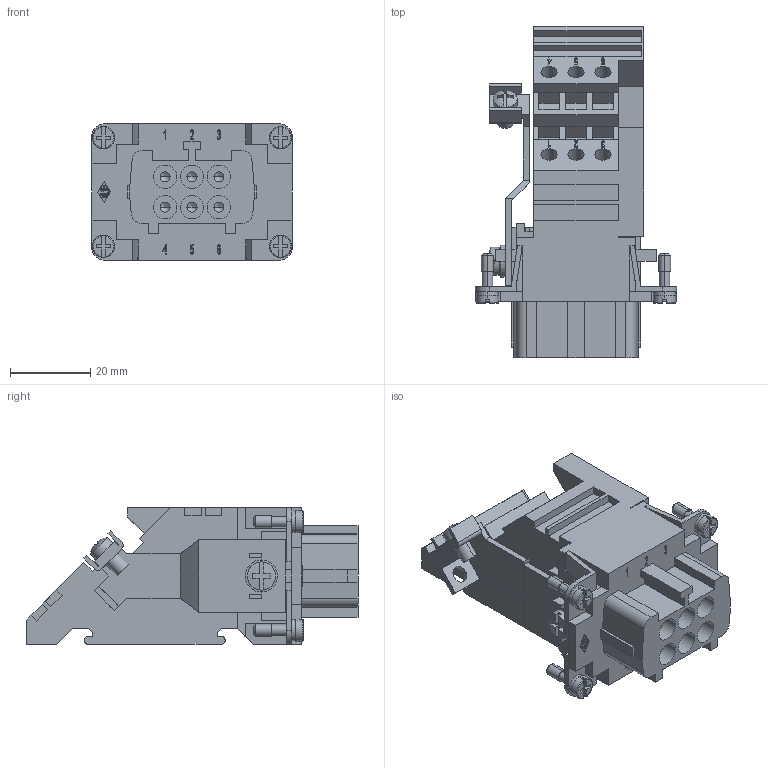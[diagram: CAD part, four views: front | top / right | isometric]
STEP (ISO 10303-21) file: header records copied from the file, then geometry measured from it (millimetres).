
FILE_DESCRIPTION((''),'2;1');
FILE_NAME('CTSEF 06 L.stp','2006-11-27T13:02:27',('gembarski'),(''),'Autodesk Inventor 7','Autodesk Inventor 7','');
FILE_SCHEMA(('AUTOMOTIVE_DESIGN { 1 0 10303 214 1 1 1 1 }'));
Length unit declared in the file: millimetre
Products named in the file (1): CTSEF 06 L
Bounding box: 50 x 82.5 x 34 mm (x, y, z)
Volume: 54782.1 mm3; surface area: 20345.6 mm2
Topology: 1 solids, 1 shells, 822 faces, 2237 edges, 1442 vertices
Faces by surface type: plane 459, bspline 279, cylinder 70, sphere 6, cone 4, torus 4
Entity records: 27183 total; most frequent: CARTESIAN_POINT 7481, ORIENTED_EDGE 4450, DIRECTION 3416, EDGE_CURVE 2225, VECTOR 1698, LINE 1698, VERTEX_POINT 1442, EDGE_LOOP 895
